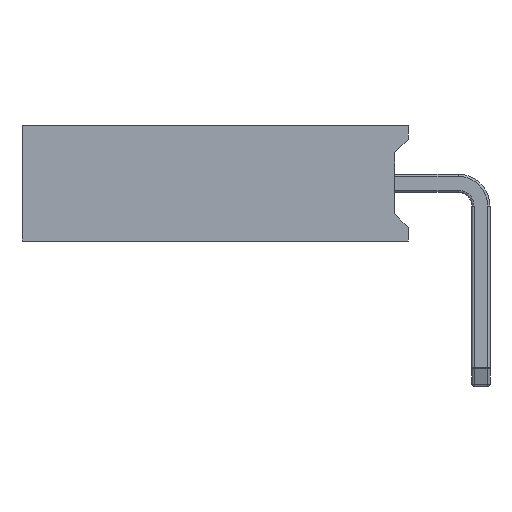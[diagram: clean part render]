
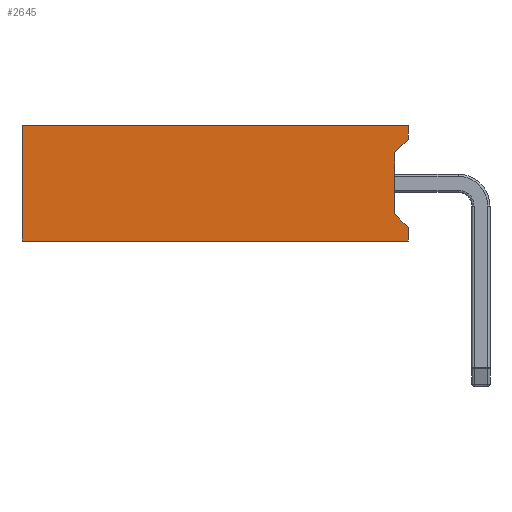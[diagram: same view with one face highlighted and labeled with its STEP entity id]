
A CAD part, left-side view. The second image highlights one B-rep face of the part: STEP entity #2645.
In plain terms, the highlighted planar face has unit normal (-1, 0, 0).
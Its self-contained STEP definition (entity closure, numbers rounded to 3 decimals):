
#138=PLANE('',#2883);
#213=FACE_OUTER_BOUND('',#376,.T.);
#376=EDGE_LOOP('',(#1745,#1746,#1747,#1748,#1749,#1750,#1751,#1752));
#543=LINE('',#4152,#741);
#547=LINE('',#4160,#745);
#553=LINE('',#4175,#751);
#564=LINE('',#4195,#762);
#565=LINE('',#4198,#763);
#568=LINE('',#4204,#766);
#569=LINE('',#4206,#767);
#570=LINE('',#4207,#768);
#741=VECTOR('',#3274,10.);
#745=VECTOR('',#3280,10.);
#751=VECTOR('',#3292,10.);
#762=VECTOR('',#3309,10.);
#763=VECTOR('',#3312,10.);
#766=VECTOR('',#3317,10.);
#767=VECTOR('',#3318,10.);
#768=VECTOR('',#3319,10.);
#1095=VERTEX_POINT('',#4150);
#1096=VERTEX_POINT('',#4151);
#1099=VERTEX_POINT('',#4159);
#1105=VERTEX_POINT('',#4174);
#1111=VERTEX_POINT('',#4193);
#1112=VERTEX_POINT('',#4197);
#1114=VERTEX_POINT('',#4203);
#1115=VERTEX_POINT('',#4205);
#1319=EDGE_CURVE('',#1095,#1096,#543,.T.);
#1323=EDGE_CURVE('',#1099,#1096,#547,.T.);
#1331=EDGE_CURVE('',#1099,#1105,#553,.T.);
#1342=EDGE_CURVE('',#1095,#1111,#564,.T.);
#1343=EDGE_CURVE('',#1112,#1105,#565,.T.);
#1346=EDGE_CURVE('',#1111,#1114,#568,.T.);
#1347=EDGE_CURVE('',#1115,#1114,#569,.T.);
#1348=EDGE_CURVE('',#1112,#1115,#570,.T.);
#1745=ORIENTED_EDGE('',*,*,#1323,.T.);
#1746=ORIENTED_EDGE('',*,*,#1319,.F.);
#1747=ORIENTED_EDGE('',*,*,#1342,.T.);
#1748=ORIENTED_EDGE('',*,*,#1346,.T.);
#1749=ORIENTED_EDGE('',*,*,#1347,.F.);
#1750=ORIENTED_EDGE('',*,*,#1348,.F.);
#1751=ORIENTED_EDGE('',*,*,#1343,.T.);
#1752=ORIENTED_EDGE('',*,*,#1331,.F.);
#2645=ADVANCED_FACE('',(#213),#138,.T.);
#2883=AXIS2_PLACEMENT_3D('',#4202,#3315,#3316);
#3274=DIRECTION('',(0.,0.707,-0.707));
#3280=DIRECTION('',(0.,0.,1.));
#3292=DIRECTION('',(0.,-0.707,-0.707));
#3309=DIRECTION('',(0.,0.,1.));
#3312=DIRECTION('',(0.,0.,1.));
#3315=DIRECTION('center_axis',(-1.,0.,0.));
#3316=DIRECTION('ref_axis',(0.,0.,
1.));
#3317=DIRECTION('',(0.,1.,0.));
#3318=DIRECTION('',(0.,0.,1.));
#3319=DIRECTION('',(0.,1.,0.));
#4150=CARTESIAN_POINT('',(-1.27,1.6,2.24));
#4151=CARTESIAN_POINT('',(-1.27,1.9,1.94));
#4152=CARTESIAN_POINT('',(-1.27,2.235,1.605));
#4159=CARTESIAN_POINT('',(-1.27,1.9,0.6));
#4160=CARTESIAN_POINT('',(-1.27,1.9,0.635));
#4174=CARTESIAN_POINT('',(-1.27,1.6,0.3));
#4175=CARTESIAN_POINT('',(-1.27,1.6,0.3));
#4193=CARTESIAN_POINT('',(-1.27,1.6,2.54));
#4195=CARTESIAN_POINT('',(-1.27,1.6,0.));
#4197=CARTESIAN_POINT('',(-1.27,1.6,0.));
#4198=CARTESIAN_POINT('',(-1.27,1.6,0.));
#4202=CARTESIAN_POINT('Origin',(-1.27,1.6,0.));
#4203=CARTESIAN_POINT('',(-1.27,10.1,2.54));
#4204=CARTESIAN_POINT('',(-1.27,1.6,2.54));
#4205=CARTESIAN_POINT('',(-1.27,10.1,0.));
#4206=CARTESIAN_POINT('',(-1.27,10.1,0.));
#4207=CARTESIAN_POINT('',(-1.27,1.6,0.));
